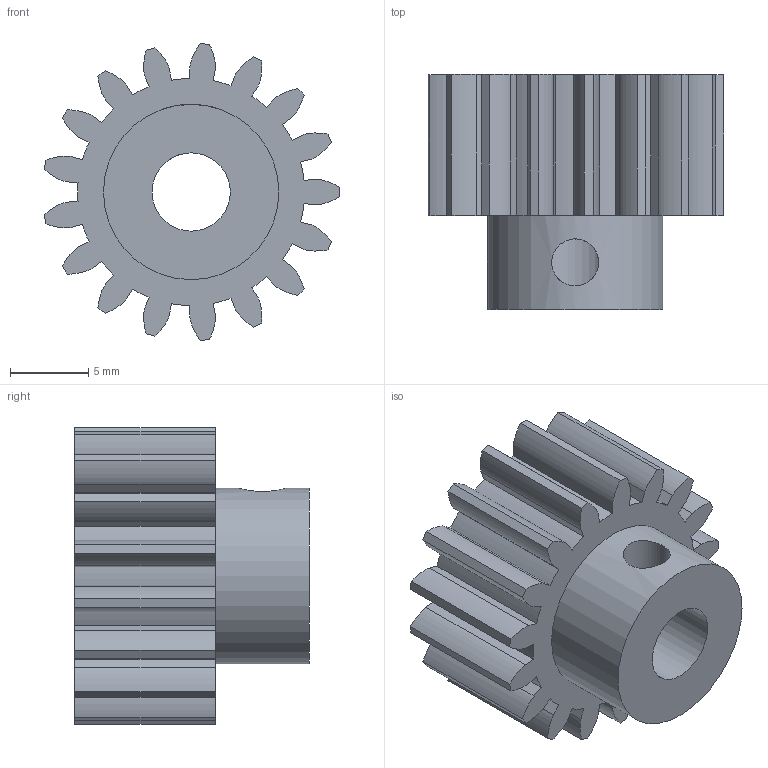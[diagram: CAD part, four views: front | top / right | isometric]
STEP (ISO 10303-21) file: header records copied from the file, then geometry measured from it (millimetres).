
FILE_DESCRIPTION(/* description */ ('STEP AP242','CAx-IF Rec.Pracs.---Representation and Presentation of Product Manufacturing Information (PMI)---4.0---2014-10-13','CAx-IF Rec.Pracs.---3D Tessellated Geometry---0.4---2014-09-14','2;1'),/* implementation_level */ '2;1');
FILE_NAME(/* name */ '675bfff77e278a519e631a5f',/* time_stamp */ '2024-12-13T09:35:52Z',/* author */ (''),/* organization */ (''),/* preprocessor_version */ 'ST-DEVELOPER v20',/* originating_system */ 'ONSHAPE BY PTC INC, 1.190',/* authorisation */ ' ');
FILE_SCHEMA (('AP242_MANAGED_MODEL_BASED_3D_ENGINEERING_MIM_LF { 1 0 10303 442 1 1 4 }'));
Length unit declared in the file: metre
Products named in the file (1): Spur 1M 17T
Bounding box: 18.88 x 15 x 18.96 mm (x, y, z)
Volume: 2008.3 mm3; surface area: 1922.7 mm2
Topology: 1 solids, 1 shells, 110 faces, 318 edges, 212 vertices
Faces by surface type: plane 55, bspline 34, cylinder 21
Full cylindrical faces by diameter (mm): 3 x1, 5 x1, 9.6 x1, 11.2 x1
Entity records: 5720 total; most frequent: CARTESIAN_POINT 3007, ORIENTED_EDGE 628, DIRECTION 438, EDGE_CURVE 314, VERTEX_POINT 212, LINE 204, VECTOR 204, EDGE_LOOP 120
